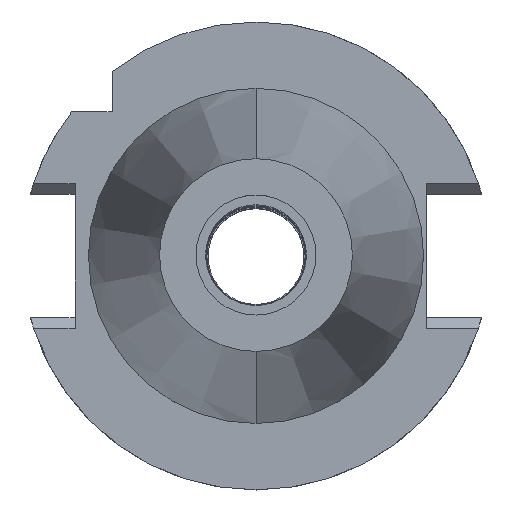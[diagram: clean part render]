
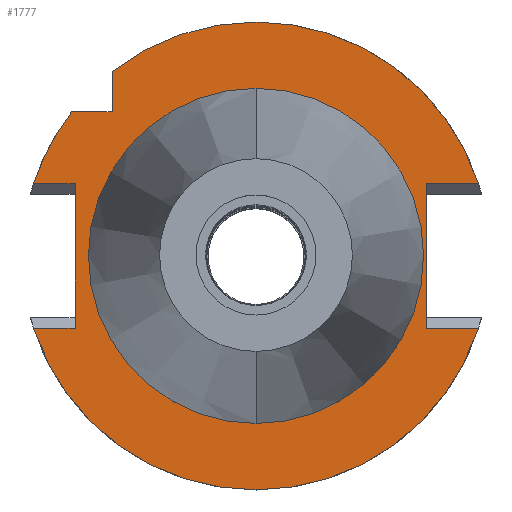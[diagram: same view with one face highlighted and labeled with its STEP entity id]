
A CAD part, top view. The second image highlights one B-rep face of the part: STEP entity #1777.
In plain terms, the highlighted planar face has unit normal (0, 0, 1).
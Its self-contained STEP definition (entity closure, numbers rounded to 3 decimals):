
#108=DIRECTION('',(0.,1.,0.));
#109=VECTOR('',#108,8.426);
#110=CARTESIAN_POINT('',(-30.,30.,-1.5));
#111=LINE('',#110,#109);
#115=CARTESIAN_POINT('',(0.,0.,-1.5));
#116=DIRECTION('',(0.,0.,-1.));
#117=DIRECTION('',(-0.615,0.788,0.));
#118=AXIS2_PLACEMENT_3D('',#115,#116,#117);
#123=CARTESIAN_POINT('',(0.,0.,-1.5));
#124=DIRECTION('',(0.,0.,-1.));
#125=DIRECTION('',(0.,1.,0.));
#126=AXIS2_PLACEMENT_3D('',#123,#124,#125);
#131=DIRECTION('',(0.,-1.,0.));
#132=VECTOR('',#131,30.1);
#133=CARTESIAN_POINT('',(35.5,15.05,-1.5));
#134=LINE('',#133,#132);
#138=DIRECTION('',(1.,0.,0.));
#139=VECTOR('',#138,10.869);
#140=CARTESIAN_POINT('',(35.5,-15.05,-1.5));
#141=LINE('',#140,#139);
#145=CARTESIAN_POINT('',(0.,0.,-1.5));
#146=DIRECTION('',(0.,0.,-1.));
#147=DIRECTION('',(0.951,-0.309,0.));
#148=AXIS2_PLACEMENT_3D('',#145,#146,#147);
#153=CARTESIAN_POINT('',(0.,0.,-1.5));
#154=DIRECTION('',(0.,0.,-1.));
#155=DIRECTION('',(0.,-1.,0.));
#156=AXIS2_PLACEMENT_3D('',#153,#154,#155);
#161=DIRECTION('',(-1.,0.,0.));
#162=VECTOR('',#161,8.669);
#163=CARTESIAN_POINT('',(-37.7,15.05,-1.5));
#164=LINE('',#163,#162);
#168=CARTESIAN_POINT('',(0.,0.,-1.5));
#169=DIRECTION('',(0.,0.,-1.));
#170=DIRECTION('',(-0.951,0.309,0.));
#171=AXIS2_PLACEMENT_3D('',#168,#169,#170);
#176=CARTESIAN_POINT('',(0.,0.,-1.5));
#177=DIRECTION('',(0.,0.,1.));
#178=DIRECTION('',(0.,-1.,0.));
#179=AXIS2_PLACEMENT_3D('',#176,#177,#178);
#184=CARTESIAN_POINT('',(0.,0.,-1.5));
#185=DIRECTION('',(0.,0.,1.));
#186=DIRECTION('',(0.,1.,0.));
#187=AXIS2_PLACEMENT_3D('',#184,#185,#186);
#307=DIRECTION('',(-1.,0.,0.));
#308=VECTOR('',#307,8.426);
#309=CARTESIAN_POINT('',(-30.,30.,-1.5));
#310=LINE('',#309,#308);
#360=DIRECTION('',(0.,-1.,0.));
#361=VECTOR('',#360,30.1);
#362=CARTESIAN_POINT('',(-37.7,15.05,-1.5));
#363=LINE('',#362,#361);
#537=DIRECTION('',(-1.,0.,0.));
#538=VECTOR('',#537,8.669);
#539=CARTESIAN_POINT('',(-37.7,-15.05,-1.5));
#540=LINE('',#539,#538);
#814=DIRECTION('',(1.,0.,0.));
#815=VECTOR('',#814,10.869);
#816=CARTESIAN_POINT('',(35.5,15.05,-1.5));
#817=LINE('',#816,#815);
#1421=CARTESIAN_POINT('',(0.,34.925,-1.5));
#1422=VERTEX_POINT('',#1421);
#1423=CARTESIAN_POINT('',(0.,-34.925,-1.5));
#1424=VERTEX_POINT('',#1423);
#1425=CARTESIAN_POINT('',(-30.,30.,-1.5));
#1426=CARTESIAN_POINT('',(-30.,38.426,-1.5));
#1427=VERTEX_POINT('',#1425);
#1428=VERTEX_POINT('',#1426);
#1429=CARTESIAN_POINT('',(0.,48.75,-1.5));
#1430=CARTESIAN_POINT('',(46.369,15.05,-1.5));
#1431=VERTEX_POINT('',#1429);
#1432=VERTEX_POINT('',#1430);
#1433=CARTESIAN_POINT('',(35.5,15.05,-1.5));
#1434=VERTEX_POINT('',#1433);
#1435=CARTESIAN_POINT('',(35.5,-15.05,-1.5));
#1436=VERTEX_POINT('',#1435);
#1437=CARTESIAN_POINT('',(46.369,-15.05,-1.5));
#1438=VERTEX_POINT('',#1437);
#1439=CARTESIAN_POINT('',(0.,-48.75,-1.5));
#1440=CARTESIAN_POINT('',(-46.369,-15.05,-1.5));
#1441=VERTEX_POINT('',#1439);
#1442=VERTEX_POINT('',#1440);
#1443=CARTESIAN_POINT('',(-37.7,-15.05,-1.5));
#1444=VERTEX_POINT('',#1443);
#1445=CARTESIAN_POINT('',(-37.7,15.05,-1.5));
#1446=VERTEX_POINT('',#1445);
#1447=CARTESIAN_POINT('',(-46.369,15.05,-1.5));
#1448=VERTEX_POINT('',#1447);
#1449=CARTESIAN_POINT('',(-38.426,30.,-1.5));
#1450=VERTEX_POINT('',#1449);
#1740=CARTESIAN_POINT('',(0.,0.,-1.5));
#1741=DIRECTION('',(0.,0.,1.));
#1742=DIRECTION('',(0.,1.,0.));
#1743=AXIS2_PLACEMENT_3D('',#1740,#1741,#1742);
#1744=PLANE('',#1743);
#1746=ORIENTED_EDGE('',*,*,#1745,.T.);
#1748=ORIENTED_EDGE('',*,*,#1747,.T.);
#1750=ORIENTED_EDGE('',*,*,#1749,.T.);
#1752=ORIENTED_EDGE('',*,*,#1751,.F.);
#1754=ORIENTED_EDGE('',*,*,#1753,.T.);
#1756=ORIENTED_EDGE('',*,*,#1755,.T.);
#1758=ORIENTED_EDGE('',*,*,#1757,.T.);
#1760=ORIENTED_EDGE('',*,*,#1759,.T.);
#1762=ORIENTED_EDGE('',*,*,#1761,.F.);
#1764=ORIENTED_EDGE('',*,*,#1763,.F.);
#1766=ORIENTED_EDGE('',*,*,#1765,.T.);
#1768=ORIENTED_EDGE('',*,*,#1767,.T.);
#1770=ORIENTED_EDGE('',*,*,#1769,.F.);
#1771=EDGE_LOOP('',(#1746,#1748,#1750,#1752,#1754,#1756,#1758,#1760,#1762,#1764,
#1766,#1768,#1770));
#1772=FACE_OUTER_BOUND('',#1771,.F.);
#1773=ORIENTED_EDGE('',*,*,#1719,.T.);
#1774=ORIENTED_EDGE('',*,*,#1735,.T.);
#1775=EDGE_LOOP('',(#1773,#1774));
#1776=FACE_BOUND('',#1775,.F.);
#119=CIRCLE('',#118,48.75);
#127=CIRCLE('',#126,48.75);
#149=CIRCLE('',#148,48.75);
#157=CIRCLE('',#156,48.75);
#172=CIRCLE('',#171,48.75);
#180=CIRCLE('',#179,34.925);
#188=CIRCLE('',#187,34.925);
#1719=EDGE_CURVE('',#1424,#1422,#180,.T.);
#1735=EDGE_CURVE('',#1422,#1424,#188,.T.);
#1745=EDGE_CURVE('',#1427,#1428,#111,.T.);
#1747=EDGE_CURVE('',#1428,#1431,#119,.T.);
#1749=EDGE_CURVE('',#1431,#1432,#127,.T.);
#1751=EDGE_CURVE('',#1434,#1432,#817,.T.);
#1753=EDGE_CURVE('',#1434,#1436,#134,.T.);
#1755=EDGE_CURVE('',#1436,#1438,#141,.T.);
#1757=EDGE_CURVE('',#1438,#1441,#149,.T.);
#1759=EDGE_CURVE('',#1441,#1442,#157,.T.);
#1761=EDGE_CURVE('',#1444,#1442,#540,.T.);
#1763=EDGE_CURVE('',#1446,#1444,#363,.T.);
#1765=EDGE_CURVE('',#1446,#1448,#164,.T.);
#1767=EDGE_CURVE('',#1448,#1450,#172,.T.);
#1769=EDGE_CURVE('',#1427,#1450,#310,.T.);
#1777=ADVANCED_FACE('',(#1772,#1776),#1744,.T.);
